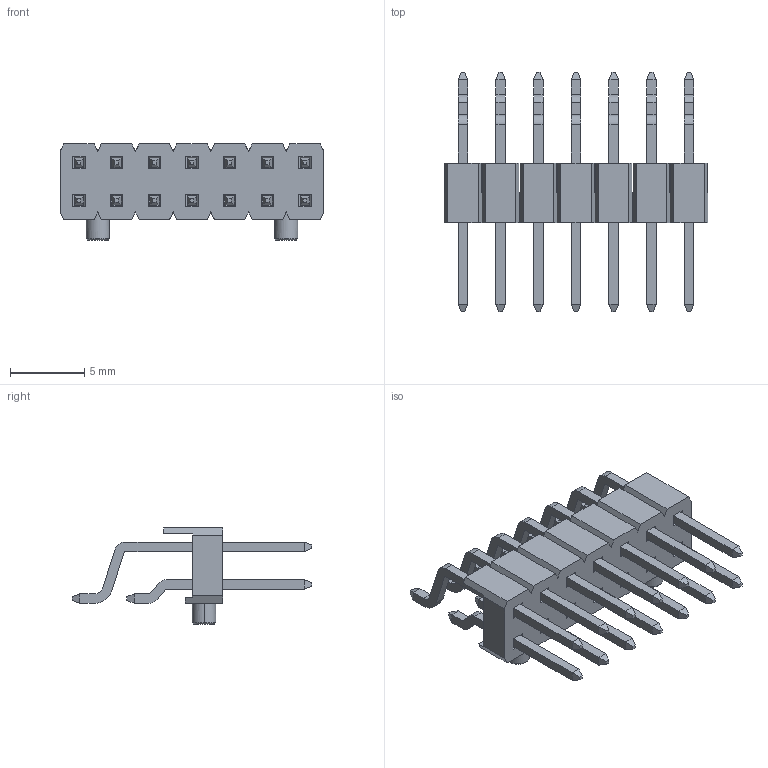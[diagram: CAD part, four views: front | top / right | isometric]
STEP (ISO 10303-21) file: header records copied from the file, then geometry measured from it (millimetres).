
FILE_DESCRIPTION(('STEP AP242'),'1');
FILE_NAME('610114249121.stp','2022-08-04T07:27:21',('TraceParts'),('TraceParts S.A.'),'Spatial InterOp 3D',' ',' ');
FILE_SCHEMA(('AP242_MANAGED_MODEL_BASED_3D_ENGINEERING_MIM_LF {1 0 10303 442 1 1 4}'));
Length unit declared in the file: millimetre
Products named in the file (1): 610114249121_1
Bounding box: 17.78 x 16.16 x 6.48 mm (x, y, z)
Volume: 276.8 mm3; surface area: 1000.1 mm2
Topology: 15 solids, 15 shells, 618 faces, 1484 edges, 896 vertices
Faces by surface type: plane 554, cylinder 60, cone 4
Entity records: 22402 total; most frequent: CARTESIAN_POINT 3013, ORIENTED_EDGE 2968, DIRECTION 2892, EDGE_CURVE 1484, LINE 1342, VECTOR 1342, VERTEX_POINT 896, AXIS2_PLACEMENT_3D 775
